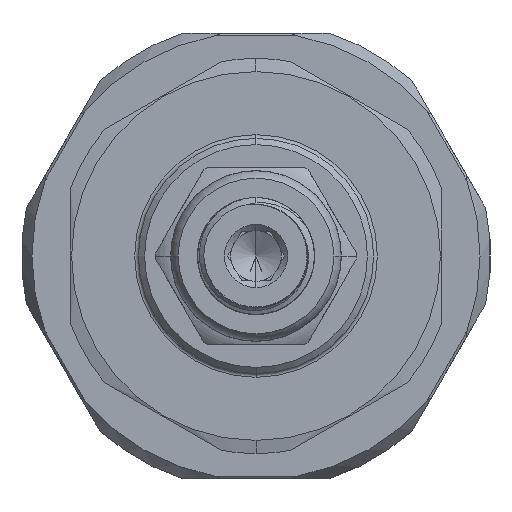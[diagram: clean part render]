
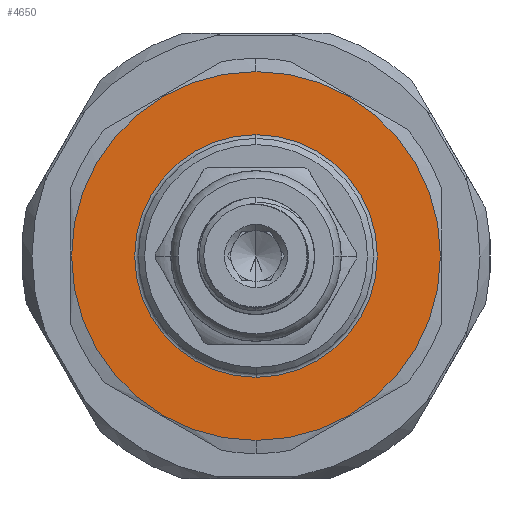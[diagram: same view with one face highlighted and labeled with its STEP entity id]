
A CAD part, left-side view. The second image highlights one B-rep face of the part: STEP entity #4650.
In plain terms, the highlighted planar face has unit normal (-1, 0, 0).
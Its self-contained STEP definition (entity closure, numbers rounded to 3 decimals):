
#332 = PLANE ( 'NONE',  #7398 ) ;
#1531 = ORIENTED_EDGE ( 'NONE', *, *, #5587, .F. ) ;
#2134 = VERTEX_POINT ( 'NONE', #5987 ) ;
#2488 = DIRECTION ( 'NONE',  ( 1., 0., 0. ) ) ;
#2491 = FACE_BOUND ( 'NONE', #9911, .T. ) ;
#3099 = DIRECTION ( 'NONE',  ( 1., 0., 0. ) ) ;
#3282 = VERTEX_POINT ( 'NONE', #15679 ) ;
#3453 = CIRCLE ( 'NONE', #18003, 14.9 ) ;
#3654 = ORIENTED_EDGE ( 'NONE', *, *, #10329, .F. ) ;
#4611 = CARTESIAN_POINT ( 'NONE',  ( -5.9, 0., 0. ) ) ;
#4650 = ADVANCED_FACE ( 'NONE', ( #19255, #2491 ), #332, .T. ) ;
#5587 = EDGE_CURVE ( 'NONE', #3282, #2134, #16386, .T. ) ;
#5800 = CARTESIAN_POINT ( 'NONE',  ( -5.9, 0., 0. ) ) ;
#5987 = CARTESIAN_POINT ( 'NONE',  ( -5.9, 0., -14.9 ) ) ;
#6959 = DIRECTION ( 'NONE',  ( 0., 0., -1. ) ) ;
#7170 = ORIENTED_EDGE ( 'NONE', *, *, #12706, .T. ) ;
#7398 = AXIS2_PLACEMENT_3D ( 'NONE', #11890, #16857, #13541 ) ;
#7713 = DIRECTION ( 'NONE',  ( 0., 0., -1. ) ) ;
#8125 = CARTESIAN_POINT ( 'NONE',  ( -5.9, 0., -9.8 ) ) ;
#9372 = DIRECTION ( 'NONE',  ( 1., 0., 0. ) ) ;
#9911 = EDGE_LOOP ( 'NONE', ( #13348, #7170 ) ) ;
#10268 = CARTESIAN_POINT ( 'NONE',  ( -5.9, 0., 0. ) ) ;
#10280 = AXIS2_PLACEMENT_3D ( 'NONE', #5800, #2488, #17255 ) ;
#10329 = EDGE_CURVE ( 'NONE', #2134, #3282, #3453, .T. ) ;
#10711 = VERTEX_POINT ( 'NONE', #8125 ) ;
#11395 = DIRECTION ( 'NONE',  ( 0., 0., -1. ) ) ;
#11890 = CARTESIAN_POINT ( 'NONE',  ( -5.9, 9.8, 0. ) ) ;
#12157 = CIRCLE ( 'NONE', #18748, 9.8 ) ;
#12706 = EDGE_CURVE ( 'NONE', #18993, #10711, #12157, .T. ) ;
#13230 = CARTESIAN_POINT ( 'NONE',  ( -5.9, 0., 9.8 ) ) ;
#13348 = ORIENTED_EDGE ( 'NONE', *, *, #15072, .T. ) ;
#13541 = DIRECTION ( 'NONE',  ( 0., 0., 1. ) ) ;
#15038 = DIRECTION ( 'NONE',  ( 1., 0., 0. ) ) ;
#15072 = EDGE_CURVE ( 'NONE', #10711, #18993, #15970, .T. ) ;
#15679 = CARTESIAN_POINT ( 'NONE',  ( -5.9, 0., 14.9 ) ) ;
#15970 = CIRCLE ( 'NONE', #17205, 9.8 ) ;
#16386 = CIRCLE ( 'NONE', #10280, 14.9 ) ;
#16857 = DIRECTION ( 'NONE',  ( -1., 0., 0. ) ) ;
#16900 = EDGE_LOOP ( 'NONE', ( #3654, #1531 ) ) ;
#17205 = AXIS2_PLACEMENT_3D ( 'NONE', #21160, #3099, #11395 ) ;
#17255 = DIRECTION ( 'NONE',  ( 0., 0., -1. ) ) ;
#18003 = AXIS2_PLACEMENT_3D ( 'NONE', #4611, #9372, #7713 ) ;
#18748 = AXIS2_PLACEMENT_3D ( 'NONE', #10268, #15038, #6959 ) ;
#18993 = VERTEX_POINT ( 'NONE', #13230 ) ;
#19255 = FACE_OUTER_BOUND ( 'NONE', #16900, .T. ) ;
#21160 = CARTESIAN_POINT ( 'NONE',  ( -5.9, 0., 0. ) ) ;
